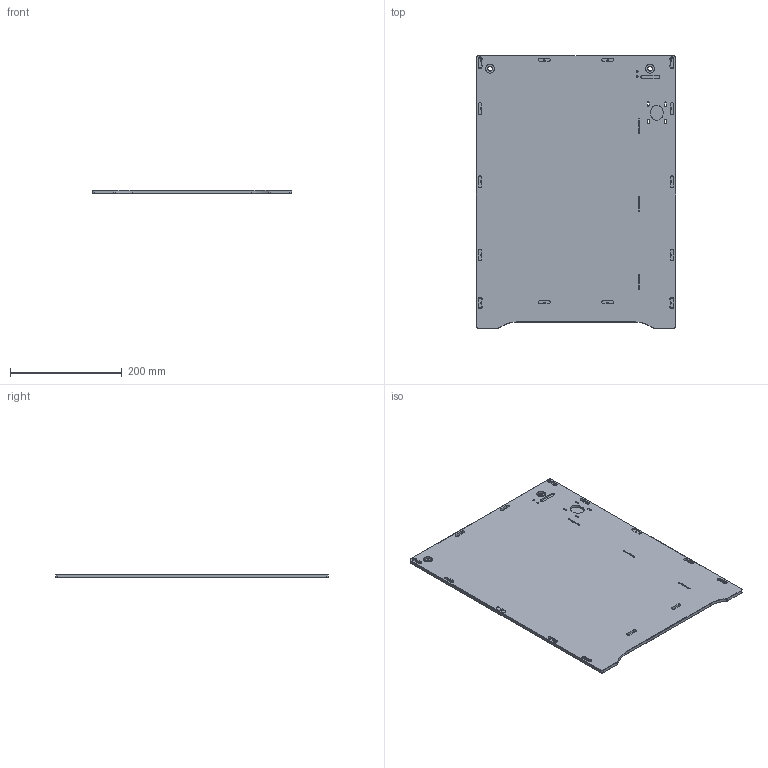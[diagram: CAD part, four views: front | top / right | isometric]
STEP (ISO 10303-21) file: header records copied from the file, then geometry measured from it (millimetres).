
FILE_DESCRIPTION (( 'STEP AP203' ), '1' );
FILE_NAME ('2183-F_0.step', '2017-06-15T07:23:36', ( '' ), ( '' ), 'SwSTEP 2.0', 'SolidWorks 2016', '' );
FILE_SCHEMA (( 'CONFIG_CONTROL_DESIGN' ));
Length unit declared in the file: millimetre
Products named in the file (1): 2183-F_0
Bounding box: 357 x 488.5 x 6 mm (x, y, z)
Volume: 1015841 mm3; surface area: 357102.4 mm2
Topology: 1 solids, 1 shells, 278 faces, 763 edges, 494 vertices
Faces by surface type: cylinder 137, plane 125, cone 16
Entity records: 9058 total; most frequent: DIRECTION 1639, CARTESIAN_POINT 1536, ORIENTED_EDGE 1526, EDGE_CURVE 763, AXIS2_PLACEMENT_3D 597, VERTEX_POINT 494, VECTOR 445, LINE 445
